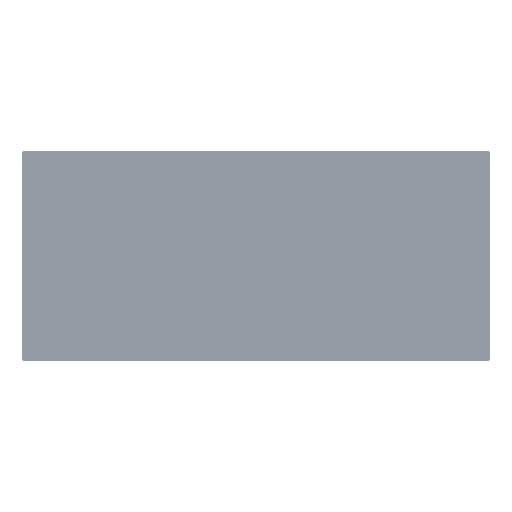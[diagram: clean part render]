
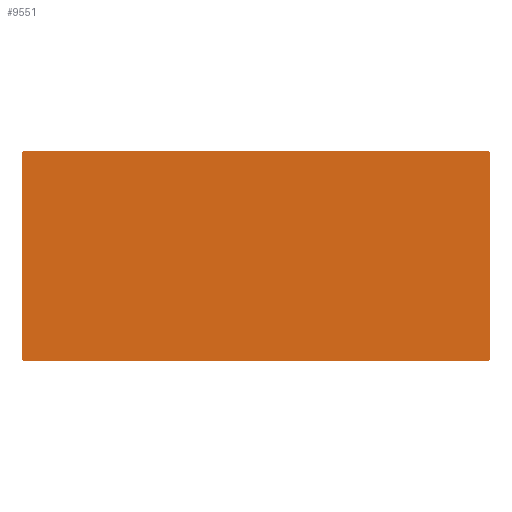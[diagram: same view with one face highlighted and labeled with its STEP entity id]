
A CAD part, top view. The second image highlights one B-rep face of the part: STEP entity #9551.
In plain terms, the highlighted planar face has unit normal (0, 0, 1).
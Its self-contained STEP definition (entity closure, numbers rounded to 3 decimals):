
#18 = DIRECTION ( 'NONE',  ( -1., 0., 0. ) ) ;
#2562 = EDGE_LOOP ( 'NONE', ( #105248, #67671, #6871, #197543, #146233, #156213, #61789, #25593 ) ) ;
#4002 = CARTESIAN_POINT ( 'NONE',  ( 192.633, -591.031, -350.001 ) ) ;
#6871 = ORIENTED_EDGE ( 'NONE', *, *, #45332, .T. ) ;
#9551 = ADVANCED_FACE ( 'NONE', ( #185437 ), #17029, .T. ) ;
#11077 = VERTEX_POINT ( 'NONE', #146916 ) ;
#11500 = VECTOR ( 'NONE', #18, 1000. ) ;
#12050 = CARTESIAN_POINT ( 'NONE',  ( 1192.633, 308.969, -350.001 ) ) ;
#12795 = CARTESIAN_POINT ( 'NONE',  ( -785.367, -591.031, -350.001 ) ) ;
#16141 = EDGE_CURVE ( 'NONE', #136533, #146180, #191916, .T. ) ;
#17029 = PLANE ( 'NONE',  #153370 ) ;
#25494 = CARTESIAN_POINT ( 'NONE',  ( -796.367, 597.969, -350.001 ) ) ;
#25593 = ORIENTED_EDGE ( 'NONE', *, *, #173815, .T. ) ;
#27722 = EDGE_CURVE ( 'NONE', #11077, #204249, #177501, .T. ) ;
#32988 = AXIS2_PLACEMENT_3D ( 'NONE', #106776, #172843, #86262 ) ;
#33587 = CARTESIAN_POINT ( 'NONE',  ( -796.367, -580.031, -350.001 ) ) ;
#37127 = VERTEX_POINT ( 'NONE', #33587 ) ;
#37623 = EDGE_CURVE ( 'NONE', #104036, #203114, #189228, .T. ) ;
#45332 = EDGE_CURVE ( 'NONE', #203114, #136533, #202798, .T. ) ;
#49453 = CARTESIAN_POINT ( 'NONE',  ( 192.633, 597.969, -350.001 ) ) ;
#58208 = EDGE_CURVE ( 'NONE', #101295, #104036, #169495, .T. ) ;
#61789 = ORIENTED_EDGE ( 'NONE', *, *, #68433, .T. ) ;
#67671 = ORIENTED_EDGE ( 'NONE', *, *, #37623, .T. ) ;
#68433 = EDGE_CURVE ( 'NONE', #204249, #37127, #190984, .T. ) ;
#71011 = DIRECTION ( 'NONE',  ( 1., 0., 0. ) ) ;
#83960 = DIRECTION ( 'NONE',  ( 0., 1., 0. ) ) ;
#86262 = DIRECTION ( 'NONE',  ( 0., 1., 0. ) ) ;
#94786 = VECTOR ( 'NONE', #143400, 1000. ) ;
#101295 = VERTEX_POINT ( 'NONE', #12795 ) ;
#104036 = VERTEX_POINT ( 'NONE', #174798 ) ;
#105248 = ORIENTED_EDGE ( 'NONE', *, *, #58208, .T. ) ;
#105702 = VECTOR ( 'NONE', #71011, 1000. ) ;
#106776 = CARTESIAN_POINT ( 'NONE',  ( 1192.633, 297.969, -350.001 ) ) ;
#118664 = DIRECTION ( 'NONE',  ( 0., 1., 0. ) ) ;
#122960 = CARTESIAN_POINT ( 'NONE',  ( -796.367, 297.969, -350.001 ) ) ;
#129126 = AXIS2_PLACEMENT_3D ( 'NONE', #184577, #153195, #83960 ) ;
#131695 = DIRECTION ( 'NONE',  ( 0., 0., 1. ) ) ;
#131730 = CIRCLE ( 'NONE', #169716, 11. ) ;
#135739 = CARTESIAN_POINT ( 'NONE',  ( 1203.633, 597.969, -350.001 ) ) ;
#136533 = VERTEX_POINT ( 'NONE', #181353 ) ;
#139680 = LINE ( 'NONE', #205650, #11500 ) ;
#143400 = DIRECTION ( 'NONE',  ( 0., -1., 0. ) ) ;
#146180 = VERTEX_POINT ( 'NONE', #12050 ) ;
#146233 = ORIENTED_EDGE ( 'NONE', *, *, #210877, .T. ) ;
#146916 = CARTESIAN_POINT ( 'NONE',  ( -785.367, 308.969, -350.001 ) ) ;
#152969 = DIRECTION ( 'NONE',  ( 0., -1., 0. ) ) ;
#153195 = DIRECTION ( 'NONE',  ( 0., 0., 1. ) ) ;
#153370 = AXIS2_PLACEMENT_3D ( 'NONE', #49453, #131695, #152969 ) ;
#156213 = ORIENTED_EDGE ( 'NONE', *, *, #27722, .T. ) ;
#169495 = LINE ( 'NONE', #4002, #105702 ) ;
#169552 = DIRECTION ( 'NONE',  ( 0., 0., 1. ) ) ;
#169716 = AXIS2_PLACEMENT_3D ( 'NONE', #188815, #190916, #205003 ) ;
#172843 = DIRECTION ( 'NONE',  ( 0., 0., 1. ) ) ;
#173815 = EDGE_CURVE ( 'NONE', #37127, #101295, #131730, .T. ) ;
#174798 = CARTESIAN_POINT ( 'NONE',  ( 1192.633, -591.031, -350.001 ) ) ;
#177501 = CIRCLE ( 'NONE', #129126, 11. ) ;
#181353 = CARTESIAN_POINT ( 'NONE',  ( 1203.633, 297.969, -350.001 ) ) ;
#184577 = CARTESIAN_POINT ( 'NONE',  ( -785.367, 297.969, -350.001 ) ) ;
#185437 = FACE_OUTER_BOUND ( 'NONE', #2562, .T. ) ;
#187322 = VECTOR ( 'NONE', #199605, 1000. ) ;
#188815 = CARTESIAN_POINT ( 'NONE',  ( -785.367, -580.031, -350.001 ) ) ;
#189228 = CIRCLE ( 'NONE', #192658, 11. ) ;
#190916 = DIRECTION ( 'NONE',  ( 0., 0., 1. ) ) ;
#190984 = LINE ( 'NONE', #25494, #94786 ) ;
#191916 = CIRCLE ( 'NONE', #32988, 11. ) ;
#192658 = AXIS2_PLACEMENT_3D ( 'NONE', #200905, #169552, #118664 ) ;
#197543 = ORIENTED_EDGE ( 'NONE', *, *, #16141, .T. ) ;
#199605 = DIRECTION ( 'NONE',  ( 0., 1., 0. ) ) ;
#200905 = CARTESIAN_POINT ( 'NONE',  ( 1192.633, -580.031, -350.001 ) ) ;
#202798 = LINE ( 'NONE', #135739, #187322 ) ;
#203114 = VERTEX_POINT ( 'NONE', #205090 ) ;
#204249 = VERTEX_POINT ( 'NONE', #122960 ) ;
#205003 = DIRECTION ( 'NONE',  ( 0., 1., 0. ) ) ;
#205090 = CARTESIAN_POINT ( 'NONE',  ( 1203.633, -580.031, -350.001 ) ) ;
#205650 = CARTESIAN_POINT ( 'NONE',  ( 192.633, 308.969, -350.001 ) ) ;
#210877 = EDGE_CURVE ( 'NONE', #146180, #11077, #139680, .T. ) ;
